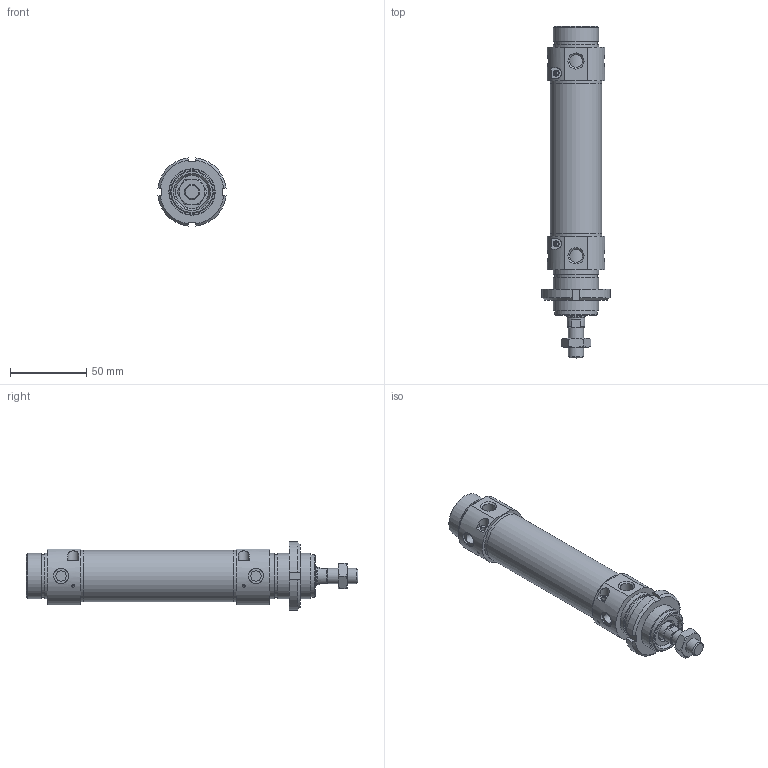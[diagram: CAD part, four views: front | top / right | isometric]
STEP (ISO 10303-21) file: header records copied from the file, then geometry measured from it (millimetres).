
FILE_DESCRIPTION(/* description */ (''),/* implementation_level */ '2;1');
FILE_NAME(/* name */ 'IDM032.050.GS.MW.stp',/* time_stamp */ '2022-06-24T11:32:54+02:00',/* author */ ('carlo.corazza'),/* organization */ (''),/* preprocessor_version */ 'ST-DEVELOPER v18',/* originating_system */ 'Autodesk Inventor 2020',/* authorisation */ '');
FILE_SCHEMA (('CONFIG_CONTROL_DESIGN','AUTOMOTIVE_DESIGN { 1 0 10303 214 3 1 1 }'));
Length unit declared in the file: millimetre
Products named in the file (7): IDM032.050.GS.MW; CORPO-050; STELO-050; TA; TP; DA10x1.25; GHI032
Assembly tree (6 placements, depth 2):
  IDM032.050.GS.MW
    CORPO-050
    STELO-050
    TA
    TP
    DA10x1.25
    GHI032
Bounding box: 44.72 x 218 x 44.72 mm (x, y, z)
Volume: 108223.4 mm3; surface area: 50620.5 mm2
Topology: 8 solids, 11 shells, 253 faces, 646 edges, 444 vertices
Faces by surface type: plane 96, cylinder 73, cone 59, torus 15, bspline 8, sphere 2
Full cylindrical faces by diameter (mm): 1.8 x7, 2 x2, 2.2 x4, 2.459 x2, 3.4 x4, 3.5 x4, 6.917 x4, 8 x1, 8.566 x2, 8.647 x1, 10 x5, 11 x1, 11.5 x1, 12 x1, 12.8 x1, 12.847 x1, 17.5 x1, 18 x1, 22 x3, 28 x4, 28.376 x1, 30 x4, 32 x1, 33.6 x3
Entity records: 9589 total; most frequent: CARTESIAN_POINT 2616, DIRECTION 1459, ORIENTED_EDGE 1290, EDGE_CURVE 645, AXIS2_PLACEMENT_3D 635, VERTEX_POINT 447, CIRCLE 357, EDGE_LOOP 310
